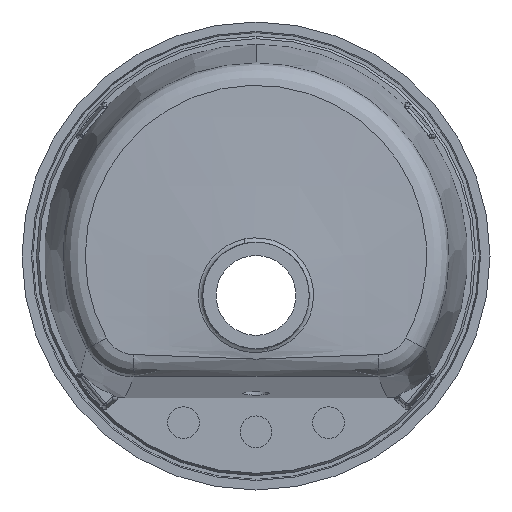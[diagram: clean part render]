
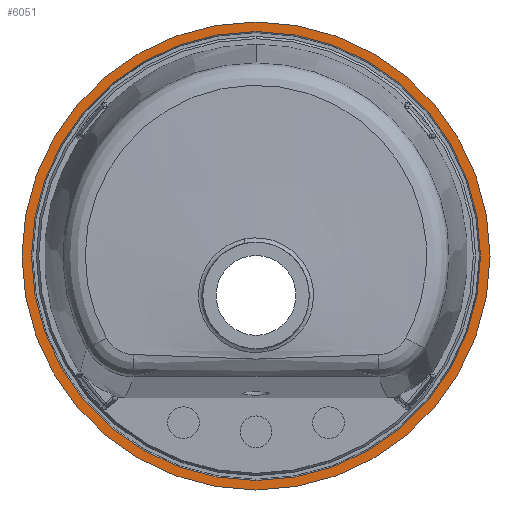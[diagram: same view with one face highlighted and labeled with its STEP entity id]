
A CAD part, front view. The second image highlights one B-rep face of the part: STEP entity #6051.
In plain terms, the highlighted planar face has unit normal (0, -1, 0).
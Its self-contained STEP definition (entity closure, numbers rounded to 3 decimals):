
#236 = DIRECTION ( 'NONE',  ( 0., 0., 1. ) ) ;
#847 = CARTESIAN_POINT ( 'NONE',  ( 0., -14., -258.049 ) ) ;
#1273 = FACE_BOUND ( 'NONE', #3780, .T. ) ;
#1615 = CARTESIAN_POINT ( 'NONE',  ( 0., -14., -247.534 ) ) ;
#1660 = DIRECTION ( 'NONE',  ( 0., 1., 0. ) ) ;
#2019 = EDGE_CURVE ( 'NONE', #5306, #8434, #3474, .T. ) ;
#2282 = CARTESIAN_POINT ( 'NONE',  ( 0., -14., 0. ) ) ;
#3015 = CIRCLE ( 'NONE', #8760, 247.534 ) ;
#3126 = ORIENTED_EDGE ( 'NONE', *, *, #4005, .T. ) ;
#3474 = CIRCLE ( 'NONE', #8549, 247.534 ) ;
#3689 = CARTESIAN_POINT ( 'NONE',  ( 0., -14., 247.534 ) ) ;
#3780 = EDGE_LOOP ( 'NONE', ( #7778, #7758 ) ) ;
#3794 = DIRECTION ( 'NONE',  ( 0., 0., 1. ) ) ;
#4005 = EDGE_CURVE ( 'NONE', #6489, #4148, #6982, .T. ) ;
#4148 = VERTEX_POINT ( 'NONE', #5451 ) ;
#4176 = PLANE ( 'NONE',  #5297 ) ;
#4266 = DIRECTION ( 'NONE',  ( 0., 0., 1. ) ) ;
#5191 = ORIENTED_EDGE ( 'NONE', *, *, #5875, .T. ) ;
#5297 = AXIS2_PLACEMENT_3D ( 'NONE', #7489, #1660, #8221 ) ;
#5306 = VERTEX_POINT ( 'NONE', #3689 ) ;
#5451 = CARTESIAN_POINT ( 'NONE',  ( 0., -14., 258.049 ) ) ;
#5875 = EDGE_CURVE ( 'NONE', #4148, #6489, #8742, .T. ) ;
#6038 = DIRECTION ( 'NONE',  ( 0., -1., 0. ) ) ;
#6051 = ADVANCED_FACE ( 'NONE', ( #7183, #1273 ), #4176, .F. ) ;
#6192 = CARTESIAN_POINT ( 'NONE',  ( 0., -14., 0. ) ) ;
#6489 = VERTEX_POINT ( 'NONE', #847 ) ;
#6750 = CARTESIAN_POINT ( 'NONE',  ( 0., -14., 0. ) ) ;
#6982 = CIRCLE ( 'NONE', #10298, 258.049 ) ;
#6992 = EDGE_LOOP ( 'NONE', ( #5191, #3126 ) ) ;
#7018 = DIRECTION ( 'NONE',  ( 0., -1., 0. ) ) ;
#7183 = FACE_OUTER_BOUND ( 'NONE', #6992, .T. ) ;
#7489 = CARTESIAN_POINT ( 'NONE',  ( 0., -14., 0. ) ) ;
#7542 = DIRECTION ( 'NONE',  ( 0., -1., 0. ) ) ;
#7564 = AXIS2_PLACEMENT_3D ( 'NONE', #6192, #7018, #7878 ) ;
#7758 = ORIENTED_EDGE ( 'NONE', *, *, #8685, .F. ) ;
#7778 = ORIENTED_EDGE ( 'NONE', *, *, #2019, .F. ) ;
#7878 = DIRECTION ( 'NONE',  ( 0., 0., 1. ) ) ;
#7939 = DIRECTION ( 'NONE',  ( 0., -1., 0. ) ) ;
#8221 = DIRECTION ( 'NONE',  ( 0., 0., 1. ) ) ;
#8434 = VERTEX_POINT ( 'NONE', #1615 ) ;
#8549 = AXIS2_PLACEMENT_3D ( 'NONE', #9233, #6038, #4266 ) ;
#8685 = EDGE_CURVE ( 'NONE', #8434, #5306, #3015, .T. ) ;
#8742 = CIRCLE ( 'NONE', #7564, 258.049 ) ;
#8760 = AXIS2_PLACEMENT_3D ( 'NONE', #6750, #7542, #236 ) ;
#9233 = CARTESIAN_POINT ( 'NONE',  ( 0., -14., 0. ) ) ;
#10298 = AXIS2_PLACEMENT_3D ( 'NONE', #2282, #7939, #3794 ) ;
